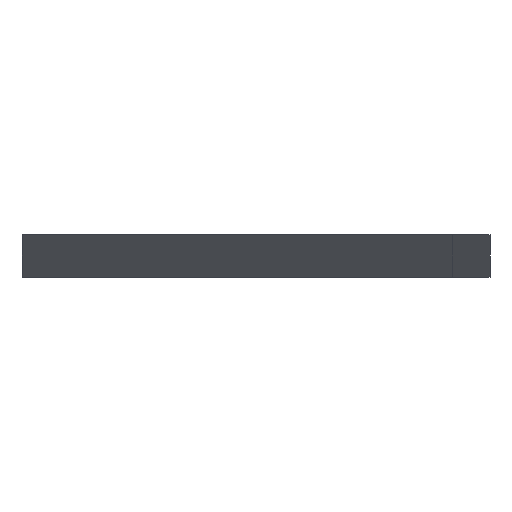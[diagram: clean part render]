
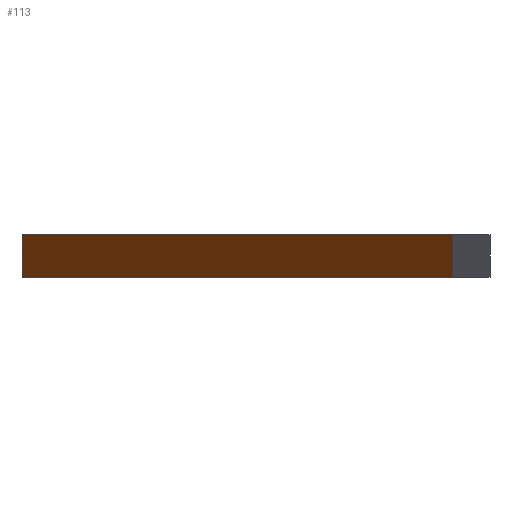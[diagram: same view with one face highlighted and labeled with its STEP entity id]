
A CAD part, left-side view. The second image highlights one B-rep face of the part: STEP entity #113.
In plain terms, the highlighted planar face has unit normal (-0.5, 0.866, 0).
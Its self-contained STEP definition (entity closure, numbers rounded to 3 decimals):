
#24 = VERTEX_POINT('',#25);
#25 = CARTESIAN_POINT('',(420.557,271.574,0.));
#32 = PLANE('',#33);
#33 = AXIS2_PLACEMENT_3D('',#34,#35,#36);
#34 = CARTESIAN_POINT('',(-6.228,10.787,0.));
#35 = DIRECTION('',(0.,0.,-1.));
#36 = DIRECTION('',(-0.866,-0.5,-0.));
#73 = VERTEX_POINT('',#74);
#74 = CARTESIAN_POINT('',(-12.456,21.574,0.));
#88 = EDGE_CURVE('',#73,#24,#89,.T.);
#89 = SURFACE_CURVE('',#90,(#94,#101),.PCURVE_S1.);
#90 = LINE('',#91,#92);
#91 = CARTESIAN_POINT('',(-12.456,21.574,0.));
#92 = VECTOR('',#93,1.);
#93 = DIRECTION('',(0.866,0.5,0.));
#94 = PCURVE('',#32,#95);
#95 = DEFINITIONAL_REPRESENTATION('',(#96),#100);
#96 = LINE('',#97,#98);
#97 = CARTESIAN_POINT('',(0.,12.456));
#98 = VECTOR('',#99,1.);
#99 = DIRECTION('',(-1.,0.));
#100 = ( GEOMETRIC_REPRESENTATION_CONTEXT(2) 
PARAMETRIC_REPRESENTATION_CONTEXT() REPRESENTATION_CONTEXT('2D SPACE',''
  ) );
#101 = PCURVE('',#102,#107);
#102 = PLANE('',#103);
#103 = AXIS2_PLACEMENT_3D('',#104,#105,#106);
#104 = CARTESIAN_POINT('',(-12.456,21.574,
    12.41));
#105 = DIRECTION('',(-0.5,0.866,0.));
#106 = DIRECTION('',(0.,0.,1.));
#107 = DEFINITIONAL_REPRESENTATION('',(#108),#112);
#108 = LINE('',#109,#110);
#109 = CARTESIAN_POINT('',(-12.41,0.));
#110 = VECTOR('',#111,1.);
#111 = DIRECTION('',(0.,1.));
#112 = ( GEOMETRIC_REPRESENTATION_CONTEXT(2) 
PARAMETRIC_REPRESENTATION_CONTEXT() REPRESENTATION_CONTEXT('2D SPACE',''
  ) );
#113 = ADVANCED_FACE('',(#114),#102,.T.);
#114 = FACE_BOUND('',#115,.T.);
#115 = EDGE_LOOP('',(#116,#132,#133,#149));
#116 = ORIENTED_EDGE('',*,*,#117,.F.);
#117 = EDGE_CURVE('',#24,#118,#120,.T.);
#118 = VERTEX_POINT('',#119);
#119 = CARTESIAN_POINT('',(420.557,271.574,
    24.82));
#120 = SURFACE_CURVE('',#121,(#125),.PCURVE_S1.);
#121 = LINE('',#122,#123);
#122 = CARTESIAN_POINT('',(420.557,271.574,
    12.41));
#123 = VECTOR('',#124,1.);
#124 = DIRECTION('',(0.,0.,1.));
#125 = PCURVE('',#102,#126);
#126 = DEFINITIONAL_REPRESENTATION('',(#127),#131);
#127 = LINE('',#128,#129);
#128 = CARTESIAN_POINT('',(0.,500.));
#129 = VECTOR('',#130,1.);
#130 = DIRECTION('',(1.,0.));
#131 = ( GEOMETRIC_REPRESENTATION_CONTEXT(2) 
PARAMETRIC_REPRESENTATION_CONTEXT() REPRESENTATION_CONTEXT('2D SPACE',''
  ) );
#132 = ORIENTED_EDGE('',*,*,#88,.F.);
#133 = ORIENTED_EDGE('',*,*,#134,.T.);
#134 = EDGE_CURVE('',#73,#135,#137,.T.);
#135 = VERTEX_POINT('',#136);
#136 = CARTESIAN_POINT('',(-12.456,21.574,
    24.82));
#137 = SURFACE_CURVE('',#138,(#142),.PCURVE_S1.);
#138 = LINE('',#139,#140);
#139 = CARTESIAN_POINT('',(-12.456,21.574,
    12.41));
#140 = VECTOR('',#141,1.);
#141 = DIRECTION('',(0.,0.,1.));
#142 = PCURVE('',#102,#143);
#143 = DEFINITIONAL_REPRESENTATION('',(#144),#148);
#144 = LINE('',#145,#146);
#145 = CARTESIAN_POINT('',(0.,0.));
#146 = VECTOR('',#147,1.);
#147 = DIRECTION('',(1.,0.));
#148 = ( GEOMETRIC_REPRESENTATION_CONTEXT(2) 
PARAMETRIC_REPRESENTATION_CONTEXT() REPRESENTATION_CONTEXT('2D SPACE',''
  ) );
#149 = ORIENTED_EDGE('',*,*,#150,.T.);
#150 = EDGE_CURVE('',#135,#118,#151,.T.);
#151 = SURFACE_CURVE('',#152,(#156,#163),.PCURVE_S1.);
#152 = LINE('',#153,#154);
#153 = CARTESIAN_POINT('',(-12.456,21.574,
    24.82));
#154 = VECTOR('',#155,1.);
#155 = DIRECTION('',(0.866,0.5,0.));
#156 = PCURVE('',#102,#157);
#157 = DEFINITIONAL_REPRESENTATION('',(#158),#162);
#158 = LINE('',#159,#160);
#159 = CARTESIAN_POINT('',(12.41,0.));
#160 = VECTOR('',#161,1.);
#161 = DIRECTION('',(0.,1.));
#162 = ( GEOMETRIC_REPRESENTATION_CONTEXT(2) 
PARAMETRIC_REPRESENTATION_CONTEXT() REPRESENTATION_CONTEXT('2D SPACE',''
  ) );
#163 = PCURVE('',#164,#169);
#164 = PLANE('',#165);
#165 = AXIS2_PLACEMENT_3D('',#166,#167,#168);
#166 = CARTESIAN_POINT('',(-6.228,10.787,
    24.82));
#167 = DIRECTION('',(0.,0.,1.));
#168 = DIRECTION('',(0.866,0.5,-0.));
#169 = DEFINITIONAL_REPRESENTATION('',(#170),#174);
#170 = LINE('',#171,#172);
#171 = CARTESIAN_POINT('',(0.,12.456));
#172 = VECTOR('',#173,1.);
#173 = DIRECTION('',(1.,0.));
#174 = ( GEOMETRIC_REPRESENTATION_CONTEXT(2) 
PARAMETRIC_REPRESENTATION_CONTEXT() REPRESENTATION_CONTEXT('2D SPACE',''
  ) );
